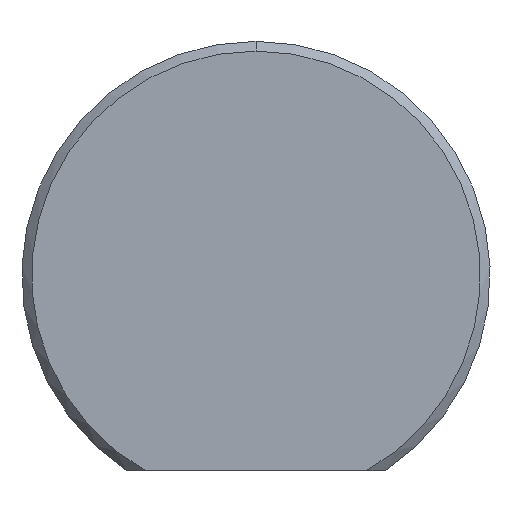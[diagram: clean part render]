
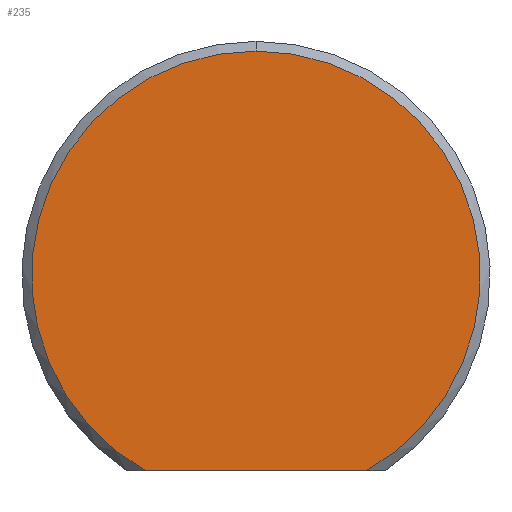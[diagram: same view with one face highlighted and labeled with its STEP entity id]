
A CAD part, front view. The second image highlights one B-rep face of the part: STEP entity #235.
In plain terms, the highlighted planar face has unit normal (0, -1, 0).
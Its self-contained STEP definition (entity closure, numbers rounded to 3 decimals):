
#37 = EDGE_CURVE ( 'NONE', #144, #139, #244, .T. ) ;
#40 = CARTESIAN_POINT ( 'NONE',  ( -1.42, 0., -2.5 ) ) ;
#42 = EDGE_CURVE ( 'NONE', #68, #144, #185, .T. ) ;
#52 = AXIS2_PLACEMENT_3D ( 'NONE', #165, #102, #99 ) ;
#64 = EDGE_CURVE ( 'NONE', #139, #68, #227, .T. ) ;
#65 = CARTESIAN_POINT ( 'NONE',  ( 0., 0., 2.875 ) ) ;
#68 = VERTEX_POINT ( 'NONE', #209 ) ;
#99 = DIRECTION ( 'NONE',  ( 0., 0., 1. ) ) ;
#102 = DIRECTION ( 'NONE',  ( 0., -1., 0. ) ) ;
#104 = DIRECTION ( 'NONE',  ( 0., 1., 0. ) ) ;
#107 = ORIENTED_EDGE ( 'NONE', *, *, #64, .T. ) ;
#115 = ORIENTED_EDGE ( 'NONE', *, *, #42, .T. ) ;
#121 = EDGE_LOOP ( 'NONE', ( #107, #115, #230 ) ) ;
#135 = AXIS2_PLACEMENT_3D ( 'NONE', #236, #104, #257 ) ;
#139 = VERTEX_POINT ( 'NONE', #40 ) ;
#140 = DIRECTION ( 'NONE',  ( 1., 0., 0. ) ) ;
#144 = VERTEX_POINT ( 'NONE', #65 ) ;
#165 = CARTESIAN_POINT ( 'NONE',  ( 0., 0., 0. ) ) ;
#169 = VECTOR ( 'NONE', #140, 1000. ) ;
#183 = CARTESIAN_POINT ( 'NONE',  ( 0., 0., 0. ) ) ;
#184 = FACE_OUTER_BOUND ( 'NONE', #121, .T. ) ;
#185 = CIRCLE ( 'NONE', #52, 2.875 ) ;
#189 = CARTESIAN_POINT ( 'NONE',  ( 0., 0., -2.5 ) ) ;
#190 = PLANE ( 'NONE',  #135 ) ;
#208 = DIRECTION ( 'NONE',  ( 0., 0., 1. ) ) ;
#209 = CARTESIAN_POINT ( 'NONE',  ( 1.42, 0., -2.5 ) ) ;
#219 = AXIS2_PLACEMENT_3D ( 'NONE', #183, #234, #208 ) ;
#227 = LINE ( 'NONE', #189, #169 ) ;
#230 = ORIENTED_EDGE ( 'NONE', *, *, #37, .T. ) ;
#234 = DIRECTION ( 'NONE',  ( 0., -1., 0. ) ) ;
#235 = ADVANCED_FACE ( 'NONE', ( #184 ), #190, .F. ) ;
#236 = CARTESIAN_POINT ( 'NONE',  ( 0., 0., 0. ) ) ;
#244 = CIRCLE ( 'NONE', #219, 2.875 ) ;
#257 = DIRECTION ( 'NONE',  ( 0., 0., 1. ) ) ;
